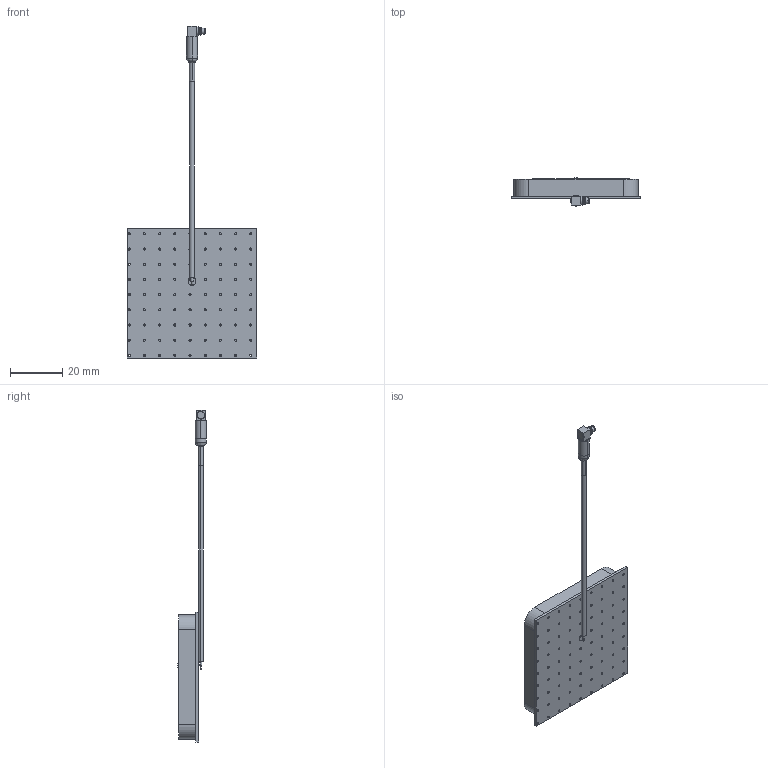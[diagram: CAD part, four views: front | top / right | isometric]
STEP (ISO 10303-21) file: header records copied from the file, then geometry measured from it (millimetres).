
FILE_DESCRIPTION (( 'STEP AP214' ), '1' );
FILE_NAME ('ISPC.91A.09.0092E_Web.STEP', '2019-12-27T07:30:16', ( '' ), ( '' ), 'SwSTEP 2.0', 'SolidWorks 2017', '' );
FILE_SCHEMA (( 'AUTOMOTIVE_DESIGN' ));
Length unit declared in the file: millimetre
Products named in the file (16): MMCX(M) RA Plug-Cap; MMCX(M) RA Plug-Ferrule; 301115C010000A; 100213H000007A; 001315C010000A; 001513H010007A; ISPC.91A.09.0092E_Web; MMCX(M) RA Plug-Body; 202713D010007A
Assembly tree (8 placements, depth 3):
  100213H000007A
  MMCX(M) RA Plug-Ferrule
  001513H010007A
  MMCX(M) RA Plug-Cap
  ISPC.91A.09.0092E_Web
    100213H000007A
    001513H010007A
    301115C010000A
    001315C010000A
    202713D010007A
      MMCX(M) RA Plug-Body
      MMCX(M) RA Plug-Ferrule
      MMCX(M) RA Plug-Cap
Bounding box: 49.5 x 11 x 126.75 mm (x, y, z)
Volume: 17274.9 mm3; surface area: 12106.2 mm2
Topology: 7 solids, 7 shells, 1802 faces, 4134 edges, 2423 vertices
Faces by surface type: bspline 970, cylinder 410, plane 408, cone 14
Entity records: 81483 total; most frequent: CARTESIAN_POINT 29038, ORIENTED_EDGE 8264, DIRECTION 4601, EDGE_CURVE 4132, VERTEX_POINT 2423, EDGE_LOOP 2045, UNCERTAINTY_MEASURE_WITH_UNIT 1825, STYLED_ITEM 1816
